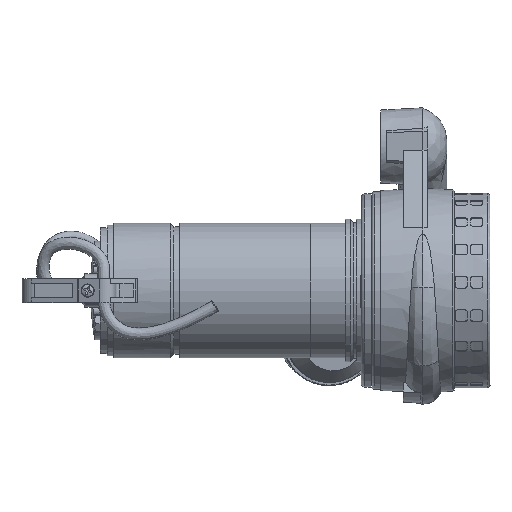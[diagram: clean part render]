
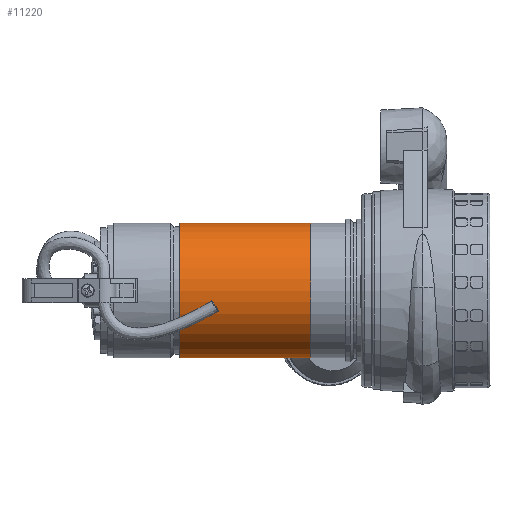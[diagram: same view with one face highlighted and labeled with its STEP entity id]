
A CAD part, left-side view. The second image highlights one B-rep face of the part: STEP entity #11220.
In plain terms, the highlighted cylindrical face has radius 56 mm (diameter 112 mm), a partial arc.
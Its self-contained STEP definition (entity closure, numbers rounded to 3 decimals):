
#1671 = CARTESIAN_POINT ( 'NONE',  ( 0., 0., 143.501 ) ) ;
#3350 = AXIS2_PLACEMENT_3D ( 'NONE', #45231, #30665, #15067 ) ;
#4116 = CARTESIAN_POINT ( 'NONE',  ( 56., 0., 252.501 ) ) ;
#4900 = LINE ( 'NONE', #35734, #59948 ) ;
#9197 = LINE ( 'NONE', #4116, #25210 ) ;
#9869 = ORIENTED_EDGE ( 'NONE', *, *, #20311, .T. ) ;
#10955 = EDGE_CURVE ( 'NONE', #55983, #56545, #16460, .T. ) ;
#11220 = ADVANCED_FACE ( 'NONE', ( #60682 ), #40295, .T. ) ;
#14216 = DIRECTION ( 'NONE',  ( -1., 0., 0. ) ) ;
#15067 = DIRECTION ( 'NONE',  ( -1., 0., 0. ) ) ;
#15742 = DIRECTION ( 'NONE',  ( 0., 0., -1. ) ) ;
#16460 = CIRCLE ( 'NONE', #55465, 56. ) ;
#17219 = DIRECTION ( 'NONE',  ( 0., 0., -1. ) ) ;
#20311 = EDGE_CURVE ( 'NONE', #66051, #66092, #44478, .T. ) ;
#20731 = ORIENTED_EDGE ( 'NONE', *, *, #10955, .T. ) ;
#25210 = VECTOR ( 'NONE', #17219, 1000. ) ;
#27799 = CARTESIAN_POINT ( 'NONE',  ( -56., 0., 143.501 ) ) ;
#30665 = DIRECTION ( 'NONE',  ( 0., 0., -1. ) ) ;
#35734 = CARTESIAN_POINT ( 'NONE',  ( -56., 0., 252.501 ) ) ;
#38630 = EDGE_CURVE ( 'NONE', #66051, #56545, #9197, .T. ) ;
#39608 = DIRECTION ( 'NONE',  ( 0., 0., -1. ) ) ;
#40217 = EDGE_CURVE ( 'NONE', #66092, #55983, #4900, .T. ) ;
#40295 = CYLINDRICAL_SURFACE ( 'NONE', #43535, 56. ) ;
#43535 = AXIS2_PLACEMENT_3D ( 'NONE', #44708, #39608, #14216 ) ;
#44478 = CIRCLE ( 'NONE', #3350, 56. ) ;
#44708 = CARTESIAN_POINT ( 'NONE',  ( 0., 0., 252.501 ) ) ;
#45231 = CARTESIAN_POINT ( 'NONE',  ( 0., 0., 252.501 ) ) ;
#47022 = CARTESIAN_POINT ( 'NONE',  ( 56., 0., 143.501 ) ) ;
#49813 = CARTESIAN_POINT ( 'NONE',  ( 56., 0., 252.501 ) ) ;
#50112 = ORIENTED_EDGE ( 'NONE', *, *, #40217, .T. ) ;
#52633 = EDGE_LOOP ( 'NONE', ( #58808, #9869, #50112, #20731 ) ) ;
#53866 = DIRECTION ( 'NONE',  ( 0., 0., 1. ) ) ;
#55465 = AXIS2_PLACEMENT_3D ( 'NONE', #1671, #53866, #64761 ) ;
#55983 = VERTEX_POINT ( 'NONE', #27799 ) ;
#56545 = VERTEX_POINT ( 'NONE', #47022 ) ;
#58808 = ORIENTED_EDGE ( 'NONE', *, *, #38630, .F. ) ;
#59532 = CARTESIAN_POINT ( 'NONE',  ( -56., 0., 252.501 ) ) ;
#59948 = VECTOR ( 'NONE', #15742, 1000. ) ;
#60682 = FACE_OUTER_BOUND ( 'NONE', #52633, .T. ) ;
#64761 = DIRECTION ( 'NONE',  ( -1., 0., 0. ) ) ;
#66051 = VERTEX_POINT ( 'NONE', #49813 ) ;
#66092 = VERTEX_POINT ( 'NONE', #59532 ) ;
